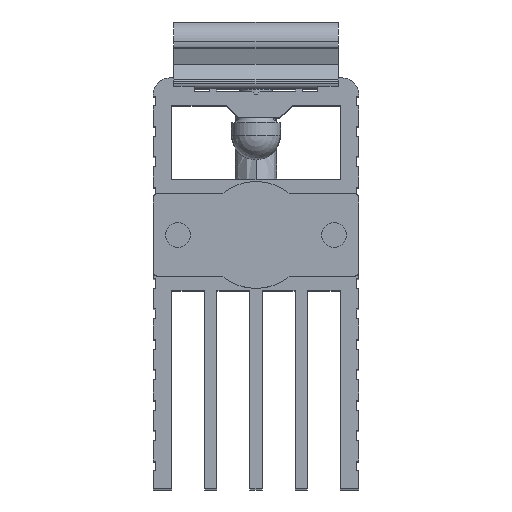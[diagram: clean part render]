
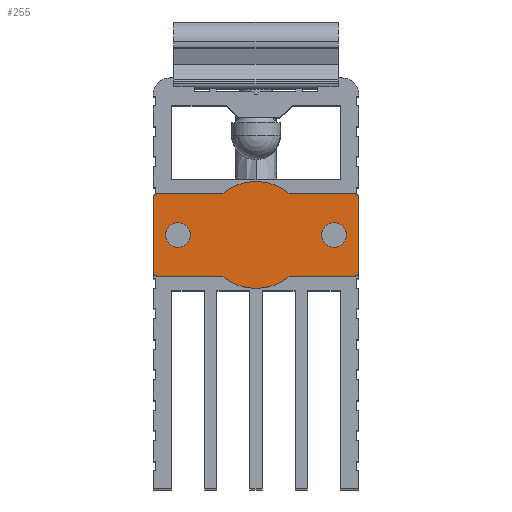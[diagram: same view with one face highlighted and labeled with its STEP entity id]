
A CAD part, top view. The second image highlights one B-rep face of the part: STEP entity #255.
In plain terms, the highlighted planar face has unit normal (0, 0, 1).
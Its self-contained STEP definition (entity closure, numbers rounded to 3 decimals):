
#255=ADVANCED_FACE('',(#749,#750,#751),#752,.F.);
#749=FACE_OUTER_BOUND('',#1613,.T.);
#750=FACE_BOUND('',#1614,.T.);
#751=FACE_BOUND('',#1615,.T.);
#752=PLANE('',#1616);
#1613=EDGE_LOOP('',(#3574,#3575,#3576,#3577,#3578,#3579,#3580,#3581,#3582,#3583,#3584,#3585));
#1614=EDGE_LOOP('',(#3586,#3587));
#1615=EDGE_LOOP('',(#3588,#3589));
#1616=AXIS2_PLACEMENT_3D('',#3590,#3591,#3592);
#3574=ORIENTED_EDGE('',*,*,#4755,.T.);
#3575=ORIENTED_EDGE('',*,*,#4644,.F.);
#3576=ORIENTED_EDGE('',*,*,#4762,.T.);
#3577=ORIENTED_EDGE('',*,*,#4763,.F.);
#3578=ORIENTED_EDGE('',*,*,#4764,.T.);
#3579=ORIENTED_EDGE('',*,*,#4765,.F.);
#3580=ORIENTED_EDGE('',*,*,#4766,.T.);
#3581=ORIENTED_EDGE('',*,*,#4492,.F.);
#3582=ORIENTED_EDGE('',*,*,#4489,.T.);
#3583=ORIENTED_EDGE('',*,*,#4761,.F.);
#3584=ORIENTED_EDGE('',*,*,#4759,.T.);
#3585=ORIENTED_EDGE('',*,*,#4757,.F.);
#3586=ORIENTED_EDGE('',*,*,#4124,.T.);
#3587=ORIENTED_EDGE('',*,*,#4767,.T.);
#3588=ORIENTED_EDGE('',*,*,#4120,.T.);
#3589=ORIENTED_EDGE('',*,*,#4768,.T.);
#3590=CARTESIAN_POINT('',(12.5,0.9,73.0));
#3591=DIRECTION('',(0.0,0.0,-1.0));
#3592=DIRECTION('',(0.0,-1.0,0.0));
#4120=EDGE_CURVE('',#4922,#4919,#4923,.T.);
#4124=EDGE_CURVE('',#4930,#4927,#4931,.T.);
#4489=EDGE_CURVE('',#5635,#5633,#5636,.T.);
#4492=EDGE_CURVE('',#5635,#5639,#5640,.T.);
#4644=EDGE_CURVE('',#5869,#5871,#5872,.T.);
#4755=EDGE_CURVE('',#5995,#5871,#5996,.T.);
#4757=EDGE_CURVE('',#5995,#5998,#5999,.T.);
#4759=EDGE_CURVE('',#6001,#5998,#6002,.T.);
#4761=EDGE_CURVE('',#6001,#5633,#6004,.T.);
#4762=EDGE_CURVE('',#5869,#6005,#6006,.T.);
#4763=EDGE_CURVE('',#6007,#6005,#6008,.T.);
#4764=EDGE_CURVE('',#6007,#6009,#6010,.T.);
#4765=EDGE_CURVE('',#6011,#6009,#6012,.T.);
#4766=EDGE_CURVE('',#6011,#5639,#6013,.T.);
#4767=EDGE_CURVE('',#4927,#4930,#6014,.T.);
#4768=EDGE_CURVE('',#4919,#4922,#6015,.T.);
#4919=VERTEX_POINT('',#6214);
#4922=VERTEX_POINT('',#6218);
#4923=CIRCLE('',#6219,1.5);
#4927=VERTEX_POINT('',#6224);
#4930=VERTEX_POINT('',#6228);
#4931=CIRCLE('',#6229,1.5);
#5633=VERTEX_POINT('',#7280);
#5635=VERTEX_POINT('',#7283);
#5636=CIRCLE('',#7284,0.5);
#5639=VERTEX_POINT('',#7289);
#5640=LINE('',#7290,#7291);
#5869=VERTEX_POINT('',#7664);
#5871=VERTEX_POINT('',#7667);
#5872=LINE('',#7668,#7669);
#5995=VERTEX_POINT('',#7948);
#5996=CIRCLE('',#7949,0.5);
#5998=VERTEX_POINT('',#7952);
#5999=LINE('',#7953,#7954);
#6001=VERTEX_POINT('',#7957);
#6002=CIRCLE('',#7958,6.5);
#6004=LINE('',#7961,#7962);
#6005=VERTEX_POINT('',#7963);
#6006=CIRCLE('',#7964,0.5);
#6007=VERTEX_POINT('',#7965);
#6008=LINE('',#7966,#7967);
#6009=VERTEX_POINT('',#7968);
#6010=CIRCLE('',#7969,6.5);
#6011=VERTEX_POINT('',#7970);
#6012=LINE('',#7971,#7972);
#6013=CIRCLE('',#7973,0.5);
#6014=CIRCLE('',#7974,1.5);
#6015=CIRCLE('',#7975,1.5);
#6214=CARTESIAN_POINT('',(11.0,5.9,73.0));
#6218=CARTESIAN_POINT('',(8.0,5.9,73.0));
#6219=AXIS2_PLACEMENT_3D('',#8209,#8210,#8211);
#6224=CARTESIAN_POINT('',(-8.0,5.9,73.0));
#6228=CARTESIAN_POINT('',(-11.0,5.9,73.0));
#6229=AXIS2_PLACEMENT_3D('',#8217,#8218,#8219);
#7280=CARTESIAN_POINT('',(-12.0,0.9,73.0));
#7283=CARTESIAN_POINT('',(-12.5,1.4,73.0));
#7284=AXIS2_PLACEMENT_3D('',#8682,#8683,#8684);
#7289=CARTESIAN_POINT('',(-12.5,10.4,73.0));
#7290=CARTESIAN_POINT('',(-12.5,1.4,73.0));
#7291=VECTOR('',#8687,9.0);
#7664=CARTESIAN_POINT('',(12.5,10.4,73.0));
#7667=CARTESIAN_POINT('',(12.5,1.4,73.0));
#7668=CARTESIAN_POINT('',(12.5,10.4,73.0));
#7669=VECTOR('',#8866,9.0);
#7948=CARTESIAN_POINT('',(12.0,0.9,73.0));
#7949=AXIS2_PLACEMENT_3D('',#8994,#8995,#8996);
#7952=CARTESIAN_POINT('',(4.153,0.9,73.0));
#7953=CARTESIAN_POINT('',(12.0,0.9,73.0));
#7954=VECTOR('',#8998,7.847);
#7957=CARTESIAN_POINT('',(-4.153,0.9,73.0));
#7958=AXIS2_PLACEMENT_3D('',#9000,#9001,#9002);
#7961=CARTESIAN_POINT('',(-4.153,0.9,73.0));
#7962=VECTOR('',#9004,7.847);
#7963=CARTESIAN_POINT('',(12.0,10.9,73.0));
#7964=AXIS2_PLACEMENT_3D('',#9005,#9006,#9007);
#7965=CARTESIAN_POINT('',(4.153,10.9,73.0));
#7966=CARTESIAN_POINT('',(4.153,10.9,73.0));
#7967=VECTOR('',#9008,7.847);
#7968=CARTESIAN_POINT('',(-4.153,10.9,73.0));
#7969=AXIS2_PLACEMENT_3D('',#9009,#9010,#9011);
#7970=CARTESIAN_POINT('',(-12.0,10.9,73.0));
#7971=CARTESIAN_POINT('',(-12.0,10.9,73.0));
#7972=VECTOR('',#9012,7.847);
#7973=AXIS2_PLACEMENT_3D('',#9013,#9014,#9015);
#7974=AXIS2_PLACEMENT_3D('',#9016,#9017,#9018);
#7975=AXIS2_PLACEMENT_3D('',#9019,#9020,#9021);
#8209=CARTESIAN_POINT('',(9.5,5.9,73.0));
#8210=DIRECTION('',(0.0,0.0,-1.0));
#8211=DIRECTION('',(-1.0,0.0,0.0));
#8217=CARTESIAN_POINT('',(-9.5,5.9,73.0));
#8218=DIRECTION('',(0.0,0.0,-1.0));
#8219=DIRECTION('',(-1.0,0.0,0.0));
#8682=CARTESIAN_POINT('',(-12.0,1.4,73.0));
#8683=DIRECTION('',(0.0,0.0,1.0));
#8684=DIRECTION('',(-1.0,0.,0.0));
#8687=DIRECTION('',(0.0,1.0,0.0));
#8866=DIRECTION('',(0.0,-1.0,0.0));
#8994=CARTESIAN_POINT('',(12.0,1.4,73.0));
#8995=DIRECTION('',(0.0,0.0,1.0));
#8996=DIRECTION('',(0.,-1.0,0.0));
#8998=DIRECTION('',(-1.0,0.0,0.0));
#9000=CARTESIAN_POINT('',(0.0,5.9,73.0));
#9001=DIRECTION('',(0.0,0.0,1.0));
#9002=DIRECTION('',(-0.639,-0.769,0.0));
#9004=DIRECTION('',(-1.0,0.0,0.0));
#9005=CARTESIAN_POINT('',(12.0,10.4,73.0));
#9006=DIRECTION('',(0.0,0.0,1.0));
#9007=DIRECTION('',(1.0,0.0,0.0));
#9008=DIRECTION('',(1.0,0.0,0.0));
#9009=CARTESIAN_POINT('',(0.0,5.9,73.0));
#9010=DIRECTION('',(0.0,-0.0,1.0));
#9011=DIRECTION('',(0.639,0.769,0.0));
#9012=DIRECTION('',(1.0,0.0,0.0));
#9013=CARTESIAN_POINT('',(-12.0,10.4,73.0));
#9014=DIRECTION('',(0.0,-0.0,1.0));
#9015=DIRECTION('',(0.0,1.0,0.0));
#9016=CARTESIAN_POINT('',(-9.5,5.9,73.0));
#9017=DIRECTION('',(0.0,0.0,-1.0));
#9018=DIRECTION('',(-1.0,0.0,0.0));
#9019=CARTESIAN_POINT('',(9.5,5.9,73.0));
#9020=DIRECTION('',(0.0,0.0,-1.0));
#9021=DIRECTION('',(-1.0,0.0,0.0));
